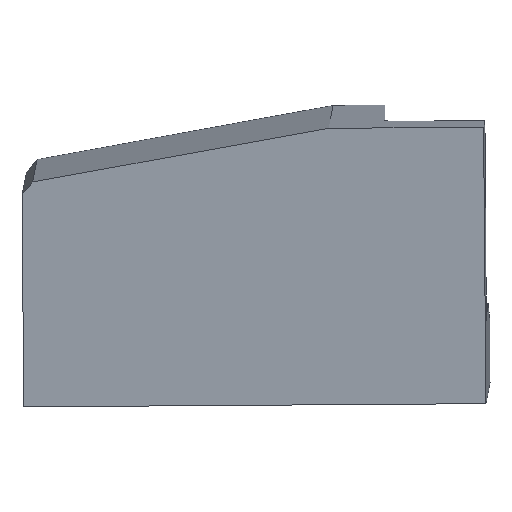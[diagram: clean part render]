
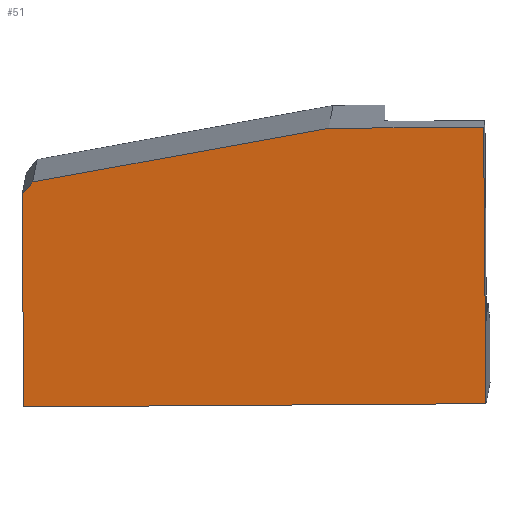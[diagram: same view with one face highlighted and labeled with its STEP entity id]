
A CAD part, left-side view. The second image highlights one B-rep face of the part: STEP entity #51.
In plain terms, the highlighted planar face has unit normal (-0.996, 0.017, -0.086).
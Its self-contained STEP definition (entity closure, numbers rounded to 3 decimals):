
#51=ADVANCED_FACE('',(#73),#64,.T.);
#64=PLANE('',#358);
#73=FACE_OUTER_BOUND('',#86,.T.);
#86=EDGE_LOOP('',(#184,#185,#186,#187,#188,#189));
#119=LINE('',#431,#140);
#123=LINE('',#482,#144);
#131=LINE('',#509,#152);
#132=LINE('',#510,#153);
#133=LINE('',#512,#154);
#134=LINE('',#514,#155);
#140=VECTOR('',#377,1.);
#144=VECTOR('',#385,1.);
#152=VECTOR('',#397,1.);
#153=VECTOR('',#398,1.);
#154=VECTOR('',#399,1.);
#155=VECTOR('',#400,1.);
#184=ORIENTED_EDGE('',*,*,#289,.F.);
#185=ORIENTED_EDGE('',*,*,#298,.T.);
#186=ORIENTED_EDGE('',*,*,#280,.F.);
#187=ORIENTED_EDGE('',*,*,#299,.T.);
#188=ORIENTED_EDGE('',*,*,#300,.T.);
#189=ORIENTED_EDGE('',*,*,#301,.T.);
#248=VERTEX_POINT('',#430);
#249=VERTEX_POINT('',#432);
#256=VERTEX_POINT('',#483);
#257=VERTEX_POINT('',#484);
#263=VERTEX_POINT('',#511);
#264=VERTEX_POINT('',#513);
#280=EDGE_CURVE('',#248,#249,#119,.T.);
#289=EDGE_CURVE('',#256,#257,#123,.T.);
#298=EDGE_CURVE('',#256,#249,#131,.T.);
#299=EDGE_CURVE('',#248,#263,#132,.T.);
#300=EDGE_CURVE('',#263,#264,#133,.T.);
#301=EDGE_CURVE('',#264,#257,#134,.T.);
#358=AXIS2_PLACEMENT_3D('',#515,#401,#402);
#377=DIRECTION('',(-0.018,-1.,0.007));
#385=DIRECTION('',(0.018,1.,-0.007));
#397=DIRECTION('',(-0.086,0.008,0.996));
#398=DIRECTION('',(0.032,0.983,-0.178));
#399=DIRECTION('',(0.077,0.637,-0.767));
#400=DIRECTION('',(0.086,-0.008,-0.996));
#401=DIRECTION('',(-0.996,0.017,-0.086));
#402=DIRECTION('',(0.018,1.,-0.007));
#430=CARTESIAN_POINT('',(-18.428,-20.591,17.656));
#431=CARTESIAN_POINT('',(-18.42,-20.106,17.652));
#432=CARTESIAN_POINT('',(-18.616,-31.204,17.73));
#482=CARTESIAN_POINT('',(-16.459,-1.72,-1.406));
#483=CARTESIAN_POINT('',(-16.982,-31.364,-1.199));
#484=CARTESIAN_POINT('',(-16.424,0.28,-1.419));
#509=CARTESIAN_POINT('',(-16.939,-31.369,-1.697));
#510=CARTESIAN_POINT('',(-18.428,-20.591,17.656));
#511=CARTESIAN_POINT('',(-17.765,-0.328,13.979));
#512=CARTESIAN_POINT('',(-17.806,-0.668,14.389));
#513=CARTESIAN_POINT('',(-17.677,0.403,13.098));
#514=CARTESIAN_POINT('',(-17.741,0.409,13.846));
#515=CARTESIAN_POINT('',(-16.744,-20.271,-1.775));
